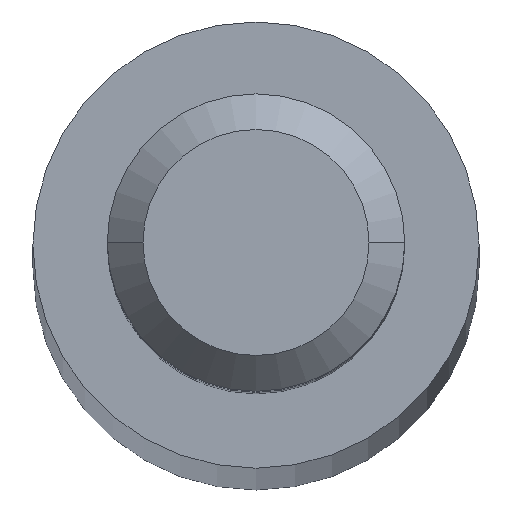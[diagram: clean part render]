
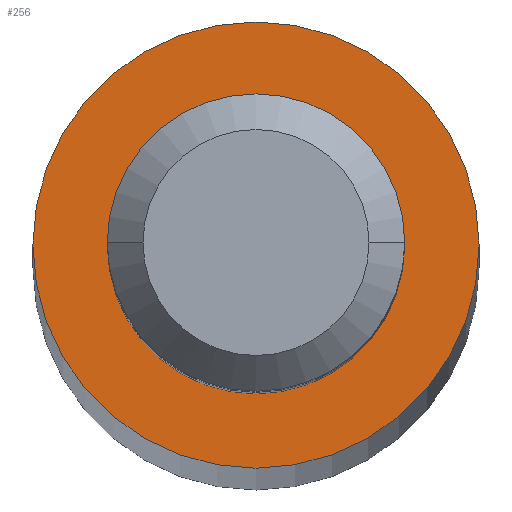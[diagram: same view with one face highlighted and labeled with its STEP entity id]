
A CAD part, top view. The second image highlights one B-rep face of the part: STEP entity #256.
In plain terms, the highlighted planar face has unit normal (0, 0, 1).
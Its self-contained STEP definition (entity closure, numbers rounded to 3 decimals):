
#192=CARTESIAN_POINT('POINT13',(0.125,0.,
   5.25));
#193=VERTEX_POINT('VERTEX13',#192);
#201=CARTESIAN_POINT('POINT14',(-0.125,0.,5.25));
#202=VERTEX_POINT('VERTEX14',#201);
#209=CARTESIAN_POINT('POS21',(0.,0.,5.25));
#210=DIRECTION('DIR33',(0.,0.,-1.));
#211=DIRECTION('DIR34',(-1.,0.,0.));
#212=AXIS2_PLACEMENT_3D('AXIS13',#209,#210,#211);
#213=CIRCLE('ELLIPSE7',#212,0.125);
#214=EDGE_CURVE('EDGE21',#193,#202,#213,.T.);
#225=EDGE_CURVE('EDGE22',#202,#193,#213,.T.);
#232=CARTESIAN_POINT('POINT15',(0.188,0.,5.25));
#233=VERTEX_POINT('VERTEX15',#232);
#234=CARTESIAN_POINT('POINT16',(-0.188,0.,
   5.25));
#235=VERTEX_POINT('VERTEX16',#234);
#236=CARTESIAN_POINT('POS23',(0.,0.,5.25));
#237=DIRECTION('DIR37',(0.,0.,1.));
#238=DIRECTION('DIR38',(-1.,0.,0.));
#239=AXIS2_PLACEMENT_3D('AXIS15',#236,#237,#238);
#240=CIRCLE('ELLIPSE8',#239,0.188);
#241=EDGE_CURVE('EDGE23',#233,#235,#240,.T.);
#242=ORIENTED_EDGE('COEDGE43',*,*,#241,.T.);
#243=EDGE_CURVE('EDGE24',#235,#233,#240,.T.);
#244=ORIENTED_EDGE('COEDGE44',*,*,#243,.T.);
#245=EDGE_LOOP('NONE',(#242,#244));
#246=FACE_BOUND('LOOP1',#245,.T.);
#247=ORIENTED_EDGE('COEDGE45',*,*,#225,.T.);
#248=ORIENTED_EDGE('COEDGE46',*,*,#214,.T.);
#249=EDGE_LOOP('NONE',(#247,#248));
#250=FACE_BOUND('LOOP1',#249,.T.);
#251=CARTESIAN_POINT('POS24',(0.,0.,5.25));
#252=DIRECTION('DIR39',(0.,0.,-1.));
#253=DIRECTION('DIR40',(1.,0.,0.));
#254=AXIS2_PLACEMENT_3D('AXIS16',#251,#252,#253);
#255=PLANE('PLANE4',#254);
#256=ADVANCED_FACE('FACE12',(#246,#250),#255,.F.);
